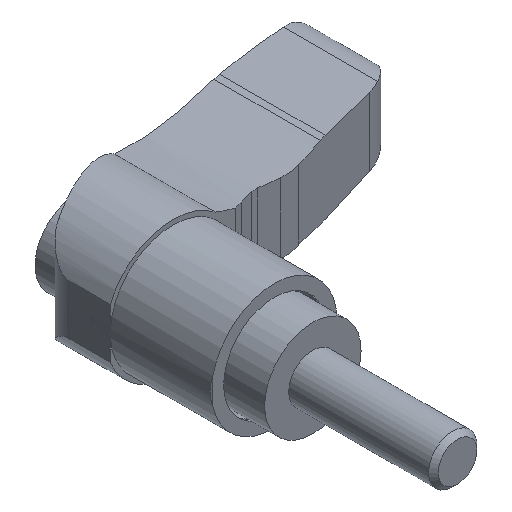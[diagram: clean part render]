
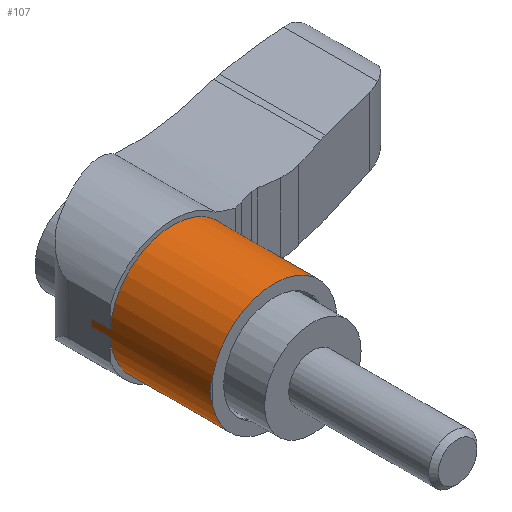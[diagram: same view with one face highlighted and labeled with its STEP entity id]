
A CAD part, isometric view. The second image highlights one B-rep face of the part: STEP entity #107.
In plain terms, the highlighted cylindrical face has radius 6.5 mm (diameter 13 mm), a full revolution.
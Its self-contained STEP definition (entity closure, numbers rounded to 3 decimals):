
#107 = ADVANCED_FACE( '', ( #251, #252 ), #253, .T. );
#251 = FACE_OUTER_BOUND( '', #438, .T. );
#252 = FACE_OUTER_BOUND( '', #439, .T. );
#253 = CYLINDRICAL_SURFACE( '', #440, 6.5 );
#438 = EDGE_LOOP( '', ( #698, #699, #700, #701 ) );
#439 = EDGE_LOOP( '', ( #702, #703 ) );
#440 = AXIS2_PLACEMENT_3D( '', #704, #705, #706 );
#698 = ORIENTED_EDGE( '', *, *, #1123, .F. );
#699 = ORIENTED_EDGE( '', *, *, #1124, .T. );
#700 = ORIENTED_EDGE( '', *, *, #1125, .T. );
#701 = ORIENTED_EDGE( '', *, *, #1126, .T. );
#702 = ORIENTED_EDGE( '', *, *, #1068, .T. );
#703 = ORIENTED_EDGE( '', *, *, #1127, .T. );
#704 = CARTESIAN_POINT( '', ( -0.01, 16.438, 0. ) );
#705 = DIRECTION( '', ( 0., -1., 0. ) );
#706 = DIRECTION( '', ( -1., 0., 0. ) );
#1068 = EDGE_CURVE( '', #1267, #1268, #1269, .T. );
#1123 = EDGE_CURVE( '', #1359, #1360, #1361, .T. );
#1124 = EDGE_CURVE( '', #1359, #1362, #1363, .F. );
#1125 = EDGE_CURVE( '', #1362, #1364, #1365, .F. );
#1126 = EDGE_CURVE( '', #1364, #1360, #1366, .T. );
#1127 = EDGE_CURVE( '', #1268, #1267, #1367, .T. );
#1267 = VERTEX_POINT( '', #1565 );
#1268 = VERTEX_POINT( '', #1566 );
#1269 = ELLIPSE( '', #1567, 9.192, 6.5 );
#1359 = VERTEX_POINT( '', #1807 );
#1360 = VERTEX_POINT( '', #1808 );
#1361 = CIRCLE( '', #1809, 6.5 );
#1362 = VERTEX_POINT( '', #1810 );
#1363 = LINE( '', #1811, #1812 );
#1364 = VERTEX_POINT( '', #1813 );
#1365 = CIRCLE( '', #1814, 6.5 );
#1366 = LINE( '', #1815, #1816 );
#1367 = CIRCLE( '', #1817, 6.5 );
#1565 = CARTESIAN_POINT( '', ( -6.36, 4., -1.388 ) );
#1566 = CARTESIAN_POINT( '', ( -6.36, 4., 1.388 ) );
#1567 = AXIS2_PLACEMENT_3D( '', #2089, #2090, #2091 );
#1807 = CARTESIAN_POINT( '', ( -6.5, 16.438, -0.36 ) );
#1808 = CARTESIAN_POINT( '', ( -6.5, 16.438, 0.36 ) );
#1809 = AXIS2_PLACEMENT_3D( '', #2168, #2169, #2170 );
#1810 = CARTESIAN_POINT( '', ( -6.5, 14.5, -0.36 ) );
#1811 = CARTESIAN_POINT( '', ( -6.5, 16.438, -0.36 ) );
#1812 = VECTOR( '', #2171, 1000. );
#1813 = CARTESIAN_POINT( '', ( -6.5, 14.5, 0.36 ) );
#1814 = AXIS2_PLACEMENT_3D( '', #2172, #2173, #2174 );
#1815 = CARTESIAN_POINT( '', ( -6.5, 16.438, 0.36 ) );
#1816 = VECTOR( '', #2175, 1000. );
#1817 = AXIS2_PLACEMENT_3D( '', #2176, #2177, #2178 );
#2089 = CARTESIAN_POINT( '', ( -0.01, -2.35, 0. ) );
#2090 = DIRECTION( '', ( 0.707, 0.707, 0. ) );
#2091 = DIRECTION( '', ( -0.707, 0.707, 0. ) );
#2168 = CARTESIAN_POINT( '', ( -0.01, 16.438, 0. ) );
#2169 = DIRECTION( '', ( 0., 1., 0. ) );
#2170 = DIRECTION( '', ( -1., 0., 0. ) );
#2171 = DIRECTION( '', ( 0., 1., 0. ) );
#2172 = CARTESIAN_POINT( '', ( -0.01, 14.5, 0. ) );
#2173 = DIRECTION( '', ( 0., 1., 0. ) );
#2174 = DIRECTION( '', ( 0., 0., 1. ) );
#2175 = DIRECTION( '', ( 0., 1., 0. ) );
#2176 = CARTESIAN_POINT( '', ( -0.01, 4., 0. ) );
#2177 = DIRECTION( '', ( 0., 1., 0. ) );
#2178 = DIRECTION( '', ( -1., 0., 0. ) );
